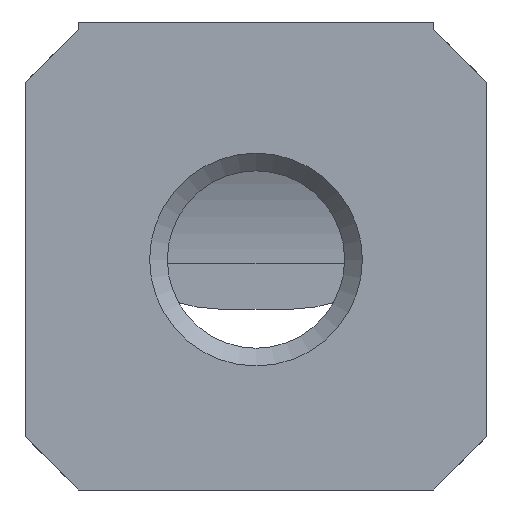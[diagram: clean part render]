
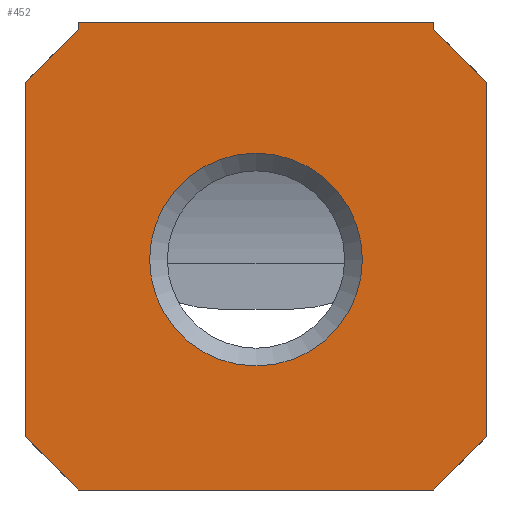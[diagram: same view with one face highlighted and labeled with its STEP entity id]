
A CAD part, front view. The second image highlights one B-rep face of the part: STEP entity #452.
In plain terms, the highlighted face is planar.
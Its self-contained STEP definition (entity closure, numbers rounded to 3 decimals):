
#35=FACE_BOUND('',#89,.T.);
#37=PLANE('',#488);
#62=FACE_OUTER_BOUND('',#88,.T.);
#88=EDGE_LOOP('',(#330,#331,#332,#333,#334,#335,#336,#337,#338,#339));
#89=EDGE_LOOP('',(#340));
#113=LINE('',#671,#150);
#114=LINE('',#673,#151);
#115=LINE('',#675,#152);
#116=LINE('',#677,#153);
#117=LINE('',#679,#154);
#118=LINE('',#681,#155);
#119=LINE('',#683,#156);
#120=LINE('',#685,#157);
#121=LINE('',#687,#158);
#122=LINE('',#688,#159);
#150=VECTOR('',#551,1.);
#151=VECTOR('',#552,1.);
#152=VECTOR('',#553,1.);
#153=VECTOR('',#554,1.);
#154=VECTOR('',#555,1.);
#155=VECTOR('',#556,1.);
#156=VECTOR('',#557,1.);
#157=VECTOR('',#558,1.);
#158=VECTOR('',#559,1.);
#159=VECTOR('',#560,1.);
#191=CIRCLE('',#487,3.);
#207=VERTEX_POINT('',#665);
#208=VERTEX_POINT('',#669);
#209=VERTEX_POINT('',#670);
#210=VERTEX_POINT('',#672);
#211=VERTEX_POINT('',#674);
#212=VERTEX_POINT('',#676);
#213=VERTEX_POINT('',#678);
#214=VERTEX_POINT('',#680);
#215=VERTEX_POINT('',#682);
#216=VERTEX_POINT('',#684);
#217=VERTEX_POINT('',#686);
#253=EDGE_CURVE('',#207,#207,#191,.T.);
#255=EDGE_CURVE('',#208,#209,#113,.T.);
#256=EDGE_CURVE('',#210,#208,#114,.T.);
#257=EDGE_CURVE('',#211,#210,#115,.T.);
#258=EDGE_CURVE('',#212,#211,#116,.T.);
#259=EDGE_CURVE('',#213,#212,#117,.T.);
#260=EDGE_CURVE('',#213,#214,#118,.T.);
#261=EDGE_CURVE('',#215,#214,#119,.T.);
#262=EDGE_CURVE('',#215,#216,#120,.T.);
#263=EDGE_CURVE('',#217,#216,#121,.T.);
#264=EDGE_CURVE('',#209,#217,#122,.T.);
#330=ORIENTED_EDGE('',*,*,#255,.F.);
#331=ORIENTED_EDGE('',*,*,#256,.F.);
#332=ORIENTED_EDGE('',*,*,#257,.F.);
#333=ORIENTED_EDGE('',*,*,#258,.F.);
#334=ORIENTED_EDGE('',*,*,#259,.F.);
#335=ORIENTED_EDGE('',*,*,#260,.T.);
#336=ORIENTED_EDGE('',*,*,#261,.F.);
#337=ORIENTED_EDGE('',*,*,#262,.T.);
#338=ORIENTED_EDGE('',*,*,#263,.F.);
#339=ORIENTED_EDGE('',*,*,#264,.F.);
#340=ORIENTED_EDGE('',*,*,#253,.F.);
#452=ADVANCED_FACE('',(#62,#35),#37,.T.);
#487=AXIS2_PLACEMENT_3D('',#666,#546,#547);
#488=AXIS2_PLACEMENT_3D('',#668,#549,#550);
#546=DIRECTION('center_axis',(0.,0.,
1.));
#547=DIRECTION('ref_axis',(-1.,0.,0.));
#549=DIRECTION('center_axis',(0.,0.,
1.));
#550=DIRECTION('ref_axis',(0.,-1.,0.));
#551=DIRECTION('',(-0.707,0.707,0.));
#552=DIRECTION('',(-1.,0.,0.));
#553=DIRECTION('',(-0.707,-0.707,0.));
#554=DIRECTION('',(0.,-1.,0.));
#555=DIRECTION('',(0.707,-0.707,0.));
#556=DIRECTION('',(0.,1.,0.));
#557=DIRECTION('',(1.,0.,0.));
#558=DIRECTION('',(0.,-1.,0.));
#559=DIRECTION('',(0.707,0.707,0.));
#560=DIRECTION('',(0.,1.,0.));
#665=CARTESIAN_POINT('',(3.,0.,0.));
#666=CARTESIAN_POINT('Origin',(0.,0.,0.));
#668=CARTESIAN_POINT('Origin',(5.,0.,0.));
#669=CARTESIAN_POINT('',(-5.,-6.5,0.));
#670=CARTESIAN_POINT('',(-6.5,-5.,0.));
#671=CARTESIAN_POINT('',(-4.5,-7.,0.));
#672=CARTESIAN_POINT('',(5.,-6.5,0.));
#673=CARTESIAN_POINT('',(5.75,-6.5,0.));
#674=CARTESIAN_POINT('',(6.5,-5.,0.));
#675=CARTESIAN_POINT('',(7.,-4.5,0.));
#676=CARTESIAN_POINT('',(6.5,5.,0.));
#677=CARTESIAN_POINT('',(6.5,3.25,0.));
#678=CARTESIAN_POINT('',(5.,6.5,0.));
#679=CARTESIAN_POINT('',(7.,4.5,0.));
#680=CARTESIAN_POINT('',(5.,6.7,0.));
#681=CARTESIAN_POINT('',(5.,6.7,0.));
#682=CARTESIAN_POINT('',(-5.,6.7,0.));
#683=CARTESIAN_POINT('',(-5.,6.7,0.));
#684=CARTESIAN_POINT('',(-5.,6.5,0.));
#685=CARTESIAN_POINT('',(-5.,6.7,0.));
#686=CARTESIAN_POINT('',(-6.5,5.,0.));
#687=CARTESIAN_POINT('',(-4.5,7.,0.));
#688=CARTESIAN_POINT('',(-6.5,-3.25,0.));
